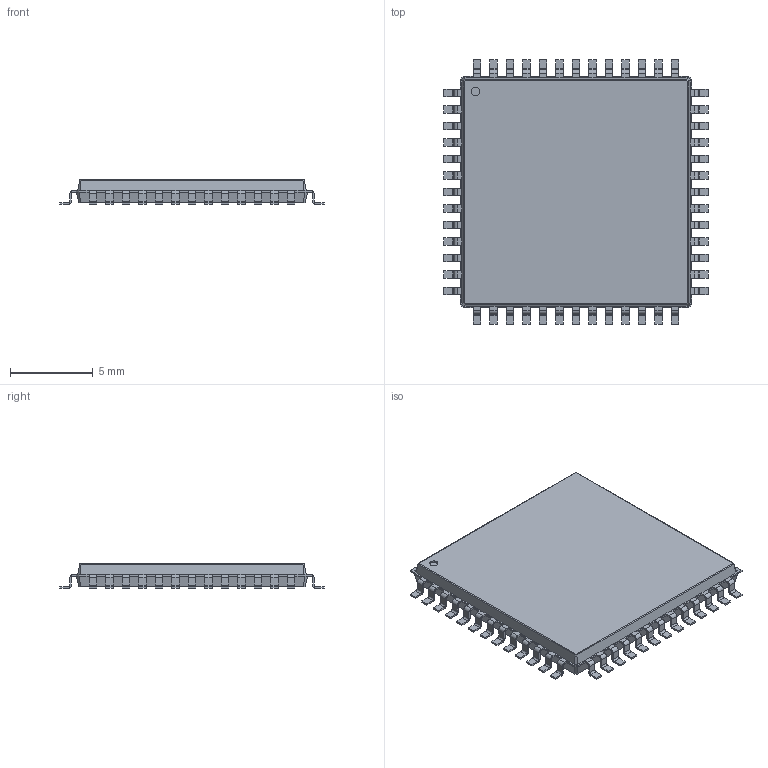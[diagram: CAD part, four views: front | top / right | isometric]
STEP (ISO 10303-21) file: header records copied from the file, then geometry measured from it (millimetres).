
FILE_DESCRIPTION(/* description */ ('model of LQFP-52_14x14mm_P1mm'),/* implementation_level */ '2;1');
FILE_NAME(/* name */ 'LQFP-52_14x14mm_P1mm.step',/* time_stamp */ '2018-12-02T15:16:12',/* author */ ('kicad StepUp','ksu'),/* organization */ ('FreeCAD'),/* preprocessor_version */ 'OCC',/* originating_system */ 'kicad StepUp',/* authorisation */ '');
FILE_SCHEMA(('AUTOMOTIVE_DESIGN { 1 0 10303 214 1 1 1 1 }'));
Length unit declared in the file: millimetre
Products named in the file (1): LQFP_52_14x14mm_P1mm
Bounding box: 16 x 16 x 1.5 mm (x, y, z)
Volume: 270.4 mm3; surface area: 545.7 mm2
Topology: 1 solids, 1 shells, 824 faces, 2223 edges, 1402 vertices
Faces by surface type: plane 531, cylinder 209, bspline 84
Full cylindrical faces by diameter (mm): 0.5 x1
Entity records: 23858 total; most frequent: PCURVE 3974, ORIENTED_EDGE 3806, CARTESIAN_POINT 2765, EDGE_CURVE 2223, SURFACE_CURVE 2068, LINE 1535, VERTEX_POINT 1402, AXIS2_PLACEMENT_3D 1041
